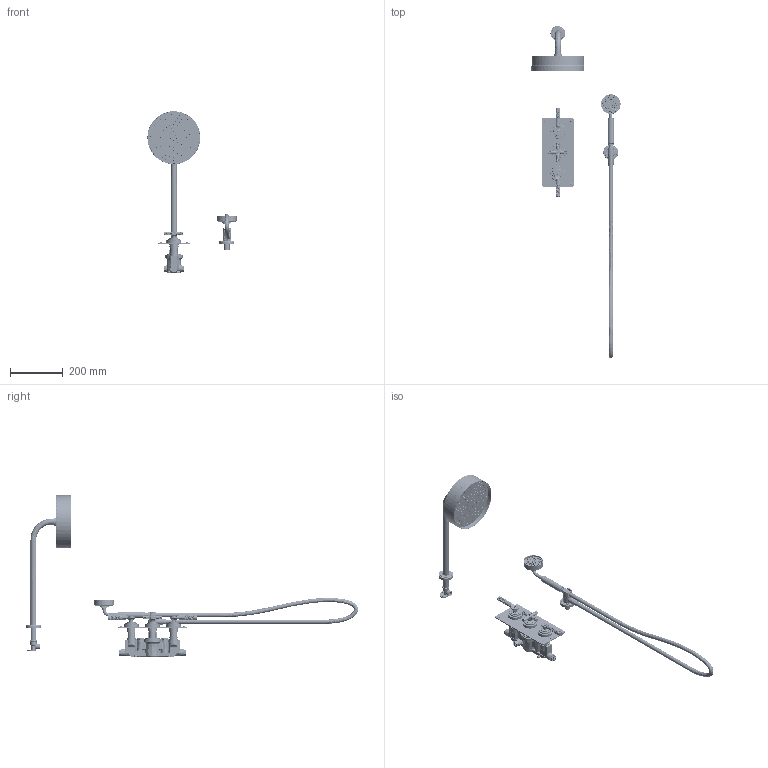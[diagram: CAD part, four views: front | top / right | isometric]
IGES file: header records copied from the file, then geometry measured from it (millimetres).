
Global section: file name: V7B2XLF; native system: Autodesk Inventor 2018; preprocessor: unknown; author: rclarke; date: 20181018.103117; units: millimetre
Bounding box: 336.98 x 1255.5 x 610.69 mm (x, y, z)
Volume: 2632334.7 mm3; surface area: 793156.7 mm2
Topology: 136 solids, 150 shells, 24872 faces, 55301 edges, 31452 vertices
Faces by surface type: bspline 24872
